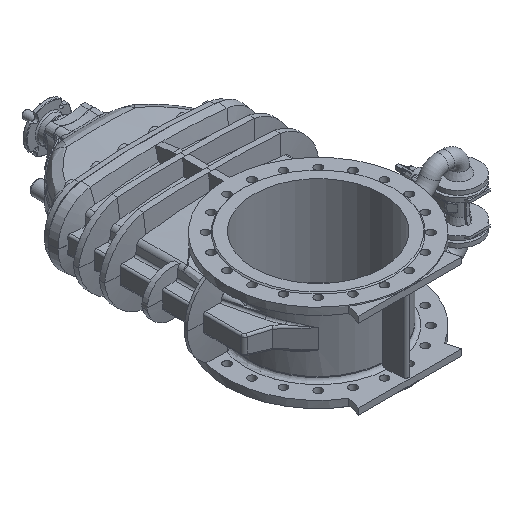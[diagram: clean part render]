
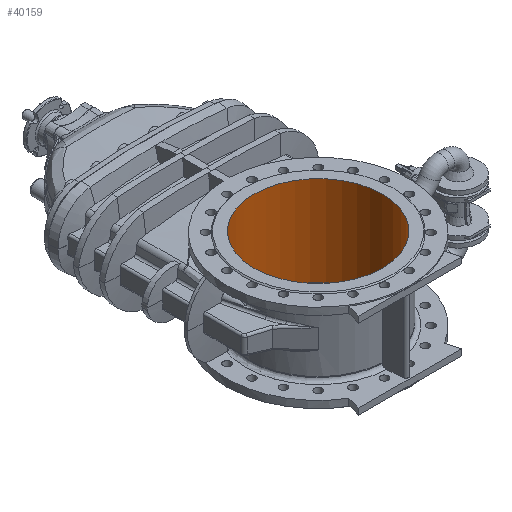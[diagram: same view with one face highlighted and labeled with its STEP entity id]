
A CAD part, isometric view. The second image highlights one B-rep face of the part: STEP entity #40159.
In plain terms, the highlighted cylindrical face has radius 250 mm (diameter 500 mm), a full revolution.
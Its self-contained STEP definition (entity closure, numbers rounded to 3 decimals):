
#7572 = EDGE_CURVE ( 'NONE', #24414, #24414, #18061, .T. ) ;
#10100 = CIRCLE ( 'NONE', #16874, 250. ) ;
#13088 = CARTESIAN_POINT ( 'NONE',  ( 0., 0., 175. ) ) ;
#13089 = DIRECTION ( 'NONE',  ( 0., 0., -1. ) ) ;
#13090 = DIRECTION ( 'NONE',  ( -1., 0., 0. ) ) ;
#16362 = EDGE_CURVE ( 'NONE', #24437, #24437, #10100, .T. ) ;
#16613 = AXIS2_PLACEMENT_3D ( 'NONE', #13088, #13089, #13090 ) ;
#16874 = AXIS2_PLACEMENT_3D ( 'NONE', #37341, #37342, #37343 ) ;
#18061 = CIRCLE ( 'NONE', #16613, 250. ) ;
#23771 = FACE_OUTER_BOUND ( 'NONE', #27248, .T. ) ;
#23787 = FACE_OUTER_BOUND ( 'NONE', #27244, .T. ) ;
#23791 = CYLINDRICAL_SURFACE ( 'NONE', #39367, 250. ) ;
#24414 = VERTEX_POINT ( 'NONE', #32940 ) ;
#24437 = VERTEX_POINT ( 'NONE', #32963 ) ;
#25160 = DIRECTION ( 'NONE',  ( -1., 0., 0. ) ) ;
#25161 = CARTESIAN_POINT ( 'NONE',  ( 0., 0., -171. ) ) ;
#25162 = DIRECTION ( 'NONE',  ( 0., 0., -1. ) ) ;
#27244 = EDGE_LOOP ( 'NONE', ( #29468 ) ) ;
#27248 = EDGE_LOOP ( 'NONE', ( #29466 ) ) ;
#29466 = ORIENTED_EDGE ( 'NONE', *, *, #16362, .T. ) ;
#29468 = ORIENTED_EDGE ( 'NONE', *, *, #7572, .F. ) ;
#32940 = CARTESIAN_POINT ( 'NONE',  ( -250., 0., 175. ) ) ;
#32963 = CARTESIAN_POINT ( 'NONE',  ( -250., 0., -175. ) ) ;
#37341 = CARTESIAN_POINT ( 'NONE',  ( 0., 0., -175. ) ) ;
#37342 = DIRECTION ( 'NONE',  ( 0., 0., -1. ) ) ;
#37343 = DIRECTION ( 'NONE',  ( -1., 0., 0. ) ) ;
#39367 = AXIS2_PLACEMENT_3D ( 'NONE', #25161, #25162, #25160 ) ;
#40159 = ADVANCED_FACE ( 'NONE', ( #23771, #23787 ), #23791, .F. ) ;
